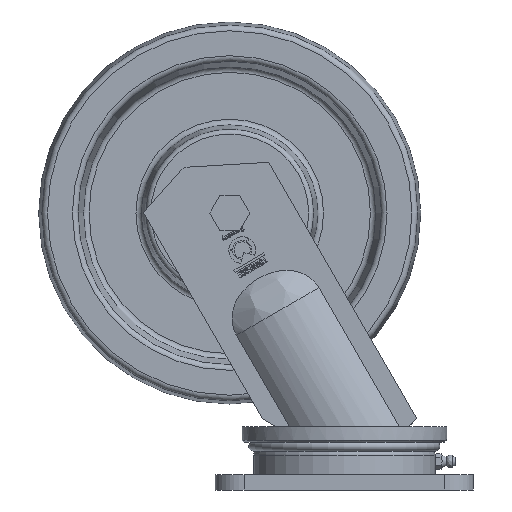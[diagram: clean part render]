
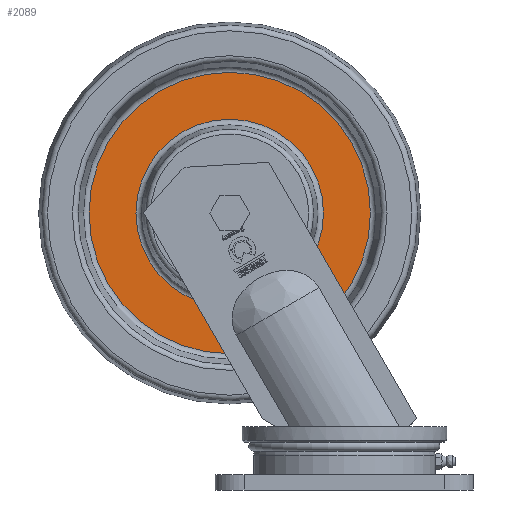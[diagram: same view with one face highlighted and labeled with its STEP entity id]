
A CAD part, left-side view. The second image highlights one B-rep face of the part: STEP entity #2089.
In plain terms, the highlighted planar face has unit normal (-1, 0, 0).
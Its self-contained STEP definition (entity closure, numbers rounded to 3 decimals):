
#339=PLANE('',#12100);
#711=FACE_BOUND('',#3440,.T.);
#2089=ADVANCED_FACE('',(#711,#2788),#339,.T.);
#2788=FACE_OUTER_BOUND('',#3441,.T.);
#3440=EDGE_LOOP('',(#5822));
#3441=EDGE_LOOP('',(#5823));
#5822=ORIENTED_EDGE('',*,*,#10242,.F.);
#5823=ORIENTED_EDGE('',*,*,#10243,.F.);
#9086=VERTEX_POINT('',#15140);
#9087=VERTEX_POINT('',#15142);
#10242=EDGE_CURVE('',#9086,#9086,#11887,.T.);
#10243=EDGE_CURVE('',#9087,#9087,#11888,.T.);
#11887=CIRCLE('',#12098,49.102);
#11888=CIRCLE('',#12099,73.658);
#12098=AXIS2_PLACEMENT_3D('',#15139,#12849,#12850);
#12099=AXIS2_PLACEMENT_3D('',#15141,#12851,#12852);
#12100=AXIS2_PLACEMENT_3D('',#15143,#12853,#12854);
#12849=DIRECTION('',(-1.,0.,0.));
#12850=DIRECTION('',(0.,0.,-1.));
#12851=DIRECTION('',(1.,0.,0.));
#12852=DIRECTION('',(0.,0.,-1.));
#12853=DIRECTION('',(-1.,0.,0.));
#12854=DIRECTION('',(0.,0.,-1.));
#15139=CARTESIAN_POINT('',(-9.,0.,0.));
#15140=CARTESIAN_POINT('',(-9.,0.,-49.102));
#15141=CARTESIAN_POINT('',(-9.,0.,0.));
#15142=CARTESIAN_POINT('',(-9.,0.,-73.658));
#15143=CARTESIAN_POINT('',(-9.,76.,0.));
